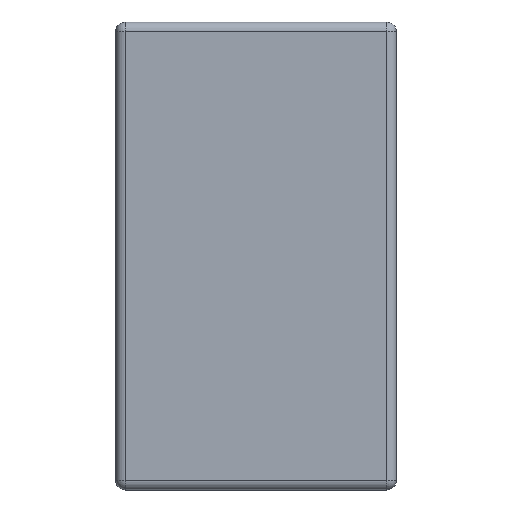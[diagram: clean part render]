
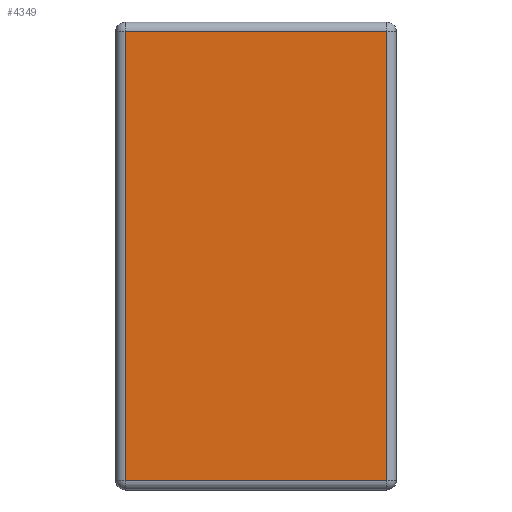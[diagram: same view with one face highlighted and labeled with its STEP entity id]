
A CAD part, left-side view. The second image highlights one B-rep face of the part: STEP entity #4349.
In plain terms, the highlighted planar face has unit normal (-1, 0, 0).
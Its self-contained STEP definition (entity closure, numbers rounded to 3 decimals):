
#260 = VECTOR ( 'NONE', #2669, 1000. ) ;
#300 = ORIENTED_EDGE ( 'NONE', *, *, #480, .T. ) ;
#480 = EDGE_CURVE ( 'NONE', #1061, #3357, #4126, .T. ) ;
#611 = EDGE_CURVE ( 'NONE', #4015, #1061, #2277, .T. ) ;
#803 = CARTESIAN_POINT ( 'NONE',  ( 0., 2.027, -3.5 ) ) ;
#1032 = CARTESIAN_POINT ( 'NONE',  ( 0., 2.027, -3.427 ) ) ;
#1035 = DIRECTION ( 'NONE',  ( 0., 1., 0. ) ) ;
#1061 = VERTEX_POINT ( 'NONE', #1154 ) ;
#1154 = CARTESIAN_POINT ( 'NONE',  ( 0., 0.073, -0.073 ) ) ;
#1174 = ORIENTED_EDGE ( 'NONE', *, *, #1246, .T. ) ;
#1246 = EDGE_CURVE ( 'NONE', #3874, #4015, #1881, .T. ) ;
#1437 = VECTOR ( 'NONE', #1035, 1000. ) ;
#1538 = EDGE_CURVE ( 'NONE', #3357, #3874, #1901, .T. ) ;
#1785 = ORIENTED_EDGE ( 'NONE', *, *, #1538, .T. ) ;
#1853 = ORIENTED_EDGE ( 'NONE', *, *, #611, .T. ) ;
#1881 = LINE ( 'NONE', #2584, #3159 ) ;
#1901 = LINE ( 'NONE', #803, #3292 ) ;
#2210 = DIRECTION ( 'NONE',  ( 0., 0., 1. ) ) ;
#2277 = LINE ( 'NONE', #3285, #260 ) ;
#2536 = FACE_OUTER_BOUND ( 'NONE', #2869, .T. ) ;
#2538 = CARTESIAN_POINT ( 'NONE',  ( 0., 2.027, -0.073 ) ) ;
#2584 = CARTESIAN_POINT ( 'NONE',  ( 0., 0., -3.427 ) ) ;
#2669 = DIRECTION ( 'NONE',  ( 0., 0., 1. ) ) ;
#2869 = EDGE_LOOP ( 'NONE', ( #1174, #1853, #300, #1785 ) ) ;
#3159 = VECTOR ( 'NONE', #3288, 1000. ) ;
#3264 = DIRECTION ( 'NONE',  ( 0., 0., -1. ) ) ;
#3268 = CARTESIAN_POINT ( 'NONE',  ( 0., 0., 0. ) ) ;
#3285 = CARTESIAN_POINT ( 'NONE',  ( 0., 0.073, 0. ) ) ;
#3288 = DIRECTION ( 'NONE',  ( 0., -1., 0. ) ) ;
#3292 = VECTOR ( 'NONE', #3264, 1000. ) ;
#3357 = VERTEX_POINT ( 'NONE', #2538 ) ;
#3565 = PLANE ( 'NONE',  #3651 ) ;
#3651 = AXIS2_PLACEMENT_3D ( 'NONE', #3268, #3927, #2210 ) ;
#3771 = CARTESIAN_POINT ( 'NONE',  ( 0., 2.1, -0.073 ) ) ;
#3874 = VERTEX_POINT ( 'NONE', #1032 ) ;
#3927 = DIRECTION ( 'NONE',  ( -1., 0., 0. ) ) ;
#4015 = VERTEX_POINT ( 'NONE', #4364 ) ;
#4126 = LINE ( 'NONE', #3771, #1437 ) ;
#4349 = ADVANCED_FACE ( 'NONE', ( #2536 ), #3565, .T. ) ;
#4364 = CARTESIAN_POINT ( 'NONE',  ( 0., 0.073, -3.427 ) ) ;
